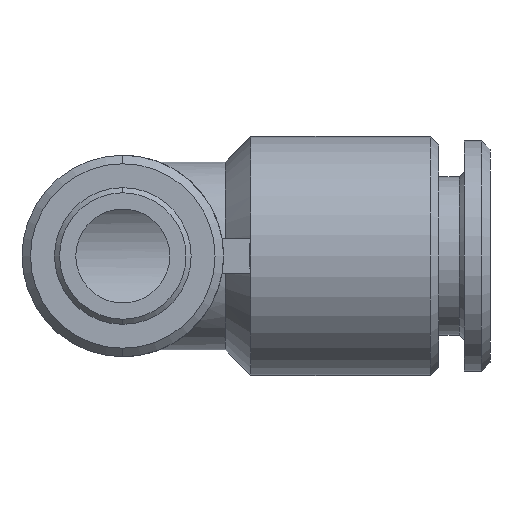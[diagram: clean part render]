
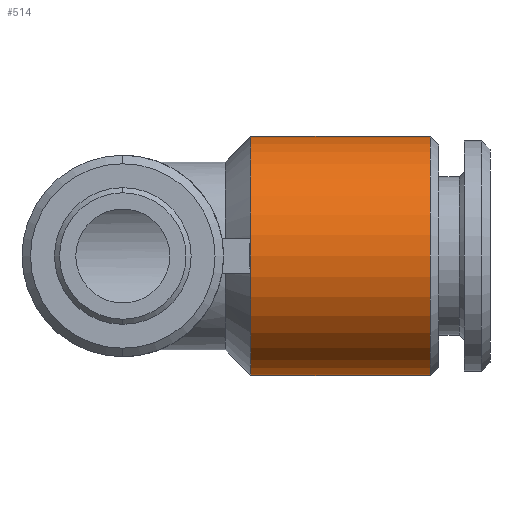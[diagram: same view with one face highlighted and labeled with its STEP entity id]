
A CAD part, front view. The second image highlights one B-rep face of the part: STEP entity #514.
In plain terms, the highlighted cylindrical face has radius 7 mm (diameter 14 mm), a partial arc.
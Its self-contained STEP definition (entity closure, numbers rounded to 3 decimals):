
#118 = VERTEX_POINT ( 'NONE', #860 ) ;
#121 = EDGE_CURVE ( 'NONE', #173, #122, #859, .T. ) ;
#122 = VERTEX_POINT ( 'NONE', #855 ) ;
#126 = EDGE_CURVE ( 'NONE', #118, #131, #854, .T. ) ;
#131 = VERTEX_POINT ( 'NONE', #917 ) ;
#173 = VERTEX_POINT ( 'NONE', #985 ) ;
#383 = EDGE_LOOP ( 'NONE', ( #391, #500, #501, #506 ) ) ;
#391 = ORIENTED_EDGE ( 'NONE', *, *, #121, .F. ) ;
#403 = EDGE_CURVE ( 'NONE', #122, #131, #1416, .T. ) ;
#408 = EDGE_CURVE ( 'NONE', #173, #118, #1329, .T. ) ;
#500 = ORIENTED_EDGE ( 'NONE', *, *, #408, .T. ) ;
#501 = ORIENTED_EDGE ( 'NONE', *, *, #126, .T. ) ;
#506 = ORIENTED_EDGE ( 'NONE', *, *, #403, .F. ) ;
#514 = ADVANCED_FACE ( 'NONE', ( #1468 ), #1467, .T. ) ;
#851 = DIRECTION ( 'NONE',  ( -1., 0., 0. ) ) ;
#852 = VECTOR ( 'NONE', #851, 1000. ) ;
#853 = CARTESIAN_POINT ( 'NONE',  ( -3.45, 0., 7. ) ) ;
#854 = LINE ( 'NONE', #853, #852 ) ;
#855 = CARTESIAN_POINT ( 'NONE',  ( 7.5, 0., -7. ) ) ;
#856 = DIRECTION ( 'NONE',  ( -1., 0., 0. ) ) ;
#857 = VECTOR ( 'NONE', #856, 1000. ) ;
#858 = CARTESIAN_POINT ( 'NONE',  ( -3.45, 0., -7. ) ) ;
#859 = LINE ( 'NONE', #858, #857 ) ;
#860 = CARTESIAN_POINT ( 'NONE',  ( 18., 0., 7. ) ) ;
#917 = CARTESIAN_POINT ( 'NONE',  ( 7.5, 0., 7. ) ) ;
#985 = CARTESIAN_POINT ( 'NONE',  ( 18., 0., -7. ) ) ;
#1285 = CARTESIAN_POINT ( 'NONE',  ( 7.5, 0., 0. ) ) ;
#1308 = DIRECTION ( 'NONE',  ( 0., 0., 1. ) ) ;
#1309 = DIRECTION ( 'NONE',  ( -1., 0., 0. ) ) ;
#1310 = CARTESIAN_POINT ( 'NONE',  ( 18., 0., 0. ) ) ;
#1328 = AXIS2_PLACEMENT_3D ( 'NONE', #1310, #1309, #1308 ) ;
#1329 = CIRCLE ( 'NONE', #1328, 7. ) ;
#1413 = DIRECTION ( 'NONE',  ( 0., 0., 1. ) ) ;
#1414 = DIRECTION ( 'NONE',  ( -1., 0., 0. ) ) ;
#1415 = AXIS2_PLACEMENT_3D ( 'NONE', #1285, #1414, #1413 ) ;
#1416 = CIRCLE ( 'NONE', #1415, 7. ) ;
#1446 = DIRECTION ( 'NONE',  ( 0., 0., 1. ) ) ;
#1464 = DIRECTION ( 'NONE',  ( -1., 0., 0. ) ) ;
#1465 = AXIS2_PLACEMENT_3D ( 'NONE', #1466, #1464, #1446 ) ;
#1466 = CARTESIAN_POINT ( 'NONE',  ( -3.45, 0., 0. ) ) ;
#1467 = CYLINDRICAL_SURFACE ( 'NONE', #1465, 7. ) ;
#1468 = FACE_OUTER_BOUND ( 'NONE', #383, .T. ) ;
